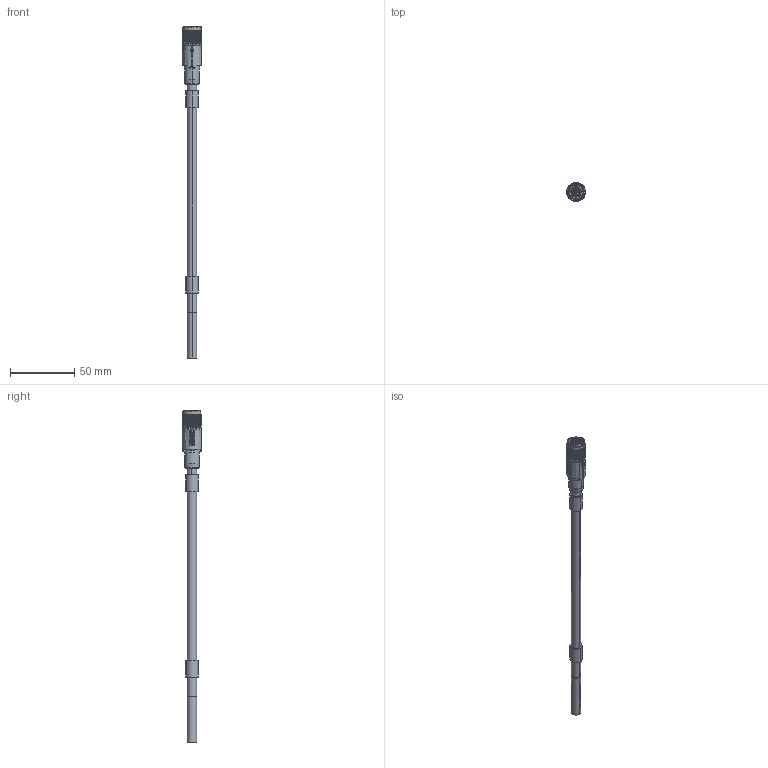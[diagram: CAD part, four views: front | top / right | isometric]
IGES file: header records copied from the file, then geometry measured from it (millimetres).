
Start section:  PTC IGES file: ilc27742405.igs
Global section: file name: ilc27742405.igs; native system: Creo Parametric by PTC Inc.; preprocessor: 2021164; author: BCoats; organization: Unknown; date: 20250123.075118; units: millimetre
Bounding box: 15 x 15.01 x 258.2 mm (x, y, z)
Surface area: 8433.1 mm2 (no closed solid volume)
Topology: 0 solids, 0 shells, 793 faces, 4054 edges, 4052 vertices
Faces by surface type: bspline 503, revolution 226, extrusion 64
